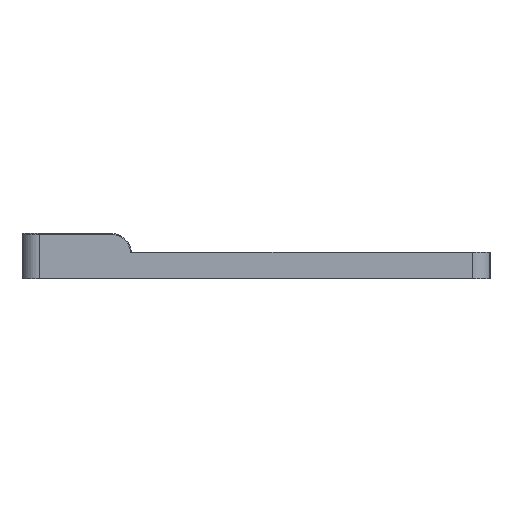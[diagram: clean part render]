
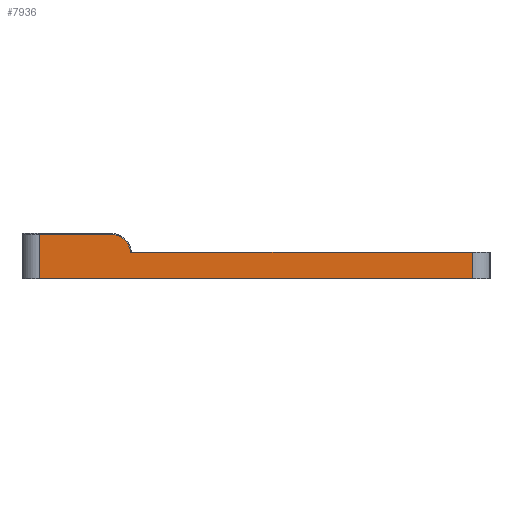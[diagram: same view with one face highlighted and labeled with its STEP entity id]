
A CAD part, left-side view. The second image highlights one B-rep face of the part: STEP entity #7936.
In plain terms, the highlighted planar face has unit normal (-1, 0, 0).
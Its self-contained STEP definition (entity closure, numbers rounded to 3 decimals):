
#600=PLANE('',#8347);
#916=LINE('',#10078,#1487);
#1398=LINE('',#16053,#1969);
#1400=LINE('',#16073,#1971);
#1414=LINE('',#16123,#1985);
#1426=LINE('',#16145,#1997);
#1487=VECTOR('',#8677,10.);
#1969=VECTOR('',#9605,10.);
#1971=VECTOR('',#9617,10.);
#1985=VECTOR('',#9677,10.);
#1997=VECTOR('',#9709,10.);
#2525=FACE_OUTER_BOUND('',#3002,.T.);
#3002=EDGE_LOOP('',(#7446,#7447,#7448,#7449,#7450,#7451));
#3147=CIRCLE('',#8310,5.75);
#3237=VERTEX_POINT('',#10075);
#3238=VERTEX_POINT('',#10077);
#3894=VERTEX_POINT('',#16047);
#3895=VERTEX_POINT('',#16051);
#3897=VERTEX_POINT('',#16056);
#3898=VERTEX_POINT('',#16072);
#4050=EDGE_CURVE('',#3238,#3237,#916,.T.);
#5057=EDGE_CURVE('',#3894,#3895,#1398,.T.);
#5060=EDGE_CURVE('',#3895,#3897,#3147,.T.);
#5062=EDGE_CURVE('',#3897,#3898,#1400,.T.);
#5084=EDGE_CURVE('',#3898,#3237,#1414,.T.);
#5096=EDGE_CURVE('',#3238,#3894,#1426,.T.);
#7446=ORIENTED_EDGE('',*,*,#5084,.F.);
#7447=ORIENTED_EDGE('',*,*,#5062,.F.);
#7448=ORIENTED_EDGE('',*,*,#5060,.F.);
#7449=ORIENTED_EDGE('',*,*,#5057,.F.);
#7450=ORIENTED_EDGE('',*,*,#5096,.F.);
#7451=ORIENTED_EDGE('',*,*,#4050,.T.);
#7936=ADVANCED_FACE('',(#2525),#600,.T.);
#8310=AXIS2_PLACEMENT_3D('',#16068,#9610,#9611);
#8347=AXIS2_PLACEMENT_3D('',#16147,#9712,#9713);
#8677=DIRECTION('',(0.,-1.,0.));
#9605=DIRECTION('',(0.,-1.,0.));
#9610=DIRECTION('center_axis',(1.,0.,0.));
#9611=DIRECTION('ref_axis',(0.,-0.674,0.738));
#9617=DIRECTION('',(0.,-1.,0.));
#9677=DIRECTION('',(0.,0.,-1.));
#9709=DIRECTION('',(0.,0.,1.));
#9712=DIRECTION('center_axis',(-1.,0.,0.));
#9713=DIRECTION('ref_axis',(0.,-1.,0.));
#10075=CARTESIAN_POINT('',(0.,5.,0.));
#10077=CARTESIAN_POINT('',(0.,129.164,0.));
#10078=CARTESIAN_POINT('',(0.,134.164,0.));
#16047=CARTESIAN_POINT('',(0.,129.164,12.708));
#16051=CARTESIAN_POINT('',(0.,108.755,12.708));
#16053=CARTESIAN_POINT('',(0.,127.601,12.708));
#16056=CARTESIAN_POINT('',(0.,103.03,7.5));
#16068=CARTESIAN_POINT('Origin',(0.,108.755,6.958));
#16072=CARTESIAN_POINT('',(0.,5.,7.5));
#16073=CARTESIAN_POINT('',(0.,134.164,7.5));
#16123=CARTESIAN_POINT('',(0.,5.,0.));
#16145=CARTESIAN_POINT('',(0.,129.164,0.));
#16147=CARTESIAN_POINT('Origin',(0.,134.164,0.));
